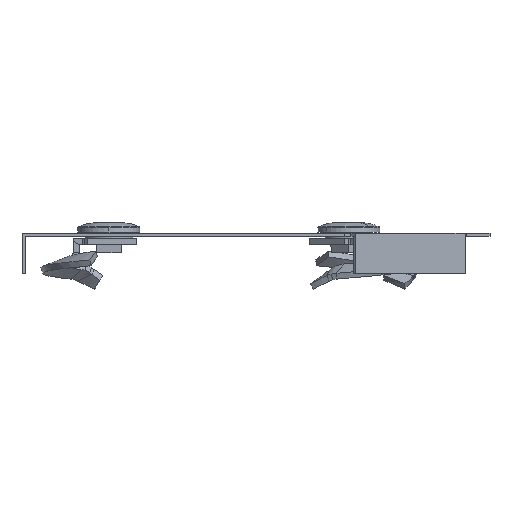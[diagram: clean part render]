
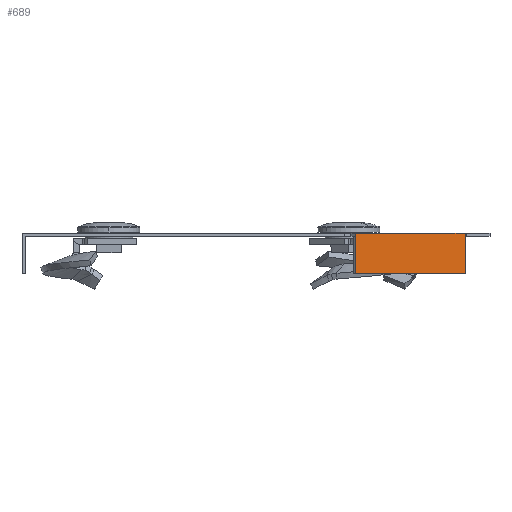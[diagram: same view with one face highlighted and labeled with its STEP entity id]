
A CAD part, left-side view. The second image highlights one B-rep face of the part: STEP entity #689.
In plain terms, the highlighted planar face has unit normal (-0.707, -0.707, 0).
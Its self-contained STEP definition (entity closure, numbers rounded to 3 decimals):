
#47 = ORIENTED_EDGE ( 'NONE', *, *, #763, .F. ) ;
#85 = DIRECTION ( 'NONE',  ( -0.707, 0.707, 0. ) ) ;
#355 = CARTESIAN_POINT ( 'NONE',  ( -55.194, -140.714, 0. ) ) ;
#381 = LINE ( 'NONE', #2821, #3855 ) ;
#527 = DIRECTION ( 'NONE',  ( 0., 0., -1. ) ) ;
#542 = ORIENTED_EDGE ( 'NONE', *, *, #5029, .T. ) ;
#689 = ADVANCED_FACE ( 'NONE', ( #3862 ), #2961, .F. ) ;
#763 = EDGE_CURVE ( 'NONE', #2112, #4836, #4949, .T. ) ;
#920 = VECTOR ( 'NONE', #5830, 1000. ) ;
#1095 = EDGE_CURVE ( 'NONE', #4836, #3668, #5481, .T. ) ;
#1980 = EDGE_CURVE ( 'NONE', #2112, #5103, #381, .T. ) ;
#2112 = VERTEX_POINT ( 'NONE', #355 ) ;
#2180 = DIRECTION ( 'NONE',  ( 0., 0., -1. ) ) ;
#2821 = CARTESIAN_POINT ( 'NONE',  ( -55.194, -140.714, 0. ) ) ;
#2961 = PLANE ( 'NONE',  #4666 ) ;
#3034 = CARTESIAN_POINT ( 'NONE',  ( -90.55, -105.359, -1. ) ) ;
#3282 = DIRECTION ( 'NONE',  ( -0.707, 0.707, 0. ) ) ;
#3318 = LINE ( 'NONE', #3534, #3942 ) ;
#3432 = CARTESIAN_POINT ( 'NONE',  ( -90.55, -105.359, -13. ) ) ;
#3458 = DIRECTION ( 'NONE',  ( 0.707, 0.707, 0. ) ) ;
#3534 = CARTESIAN_POINT ( 'NONE',  ( -90.55, -105.359, -2. ) ) ;
#3668 = VERTEX_POINT ( 'NONE', #5523 ) ;
#3855 = VECTOR ( 'NONE', #3282, 1000. ) ;
#3862 = FACE_OUTER_BOUND ( 'NONE', #4830, .T. ) ;
#3942 = VECTOR ( 'NONE', #527, 1000. ) ;
#4666 = AXIS2_PLACEMENT_3D ( 'NONE', #3034, #3458, #85 ) ;
#4830 = EDGE_LOOP ( 'NONE', ( #47, #5365, #542, #5345 ) ) ;
#4836 = VERTEX_POINT ( 'NONE', #5679 ) ;
#4949 = LINE ( 'NONE', #5196, #5648 ) ;
#5029 = EDGE_CURVE ( 'NONE', #5103, #3668, #3318, .T. ) ;
#5103 = VERTEX_POINT ( 'NONE', #5505 ) ;
#5196 = CARTESIAN_POINT ( 'NONE',  ( -55.194, -140.714, -1. ) ) ;
#5345 = ORIENTED_EDGE ( 'NONE', *, *, #1095, .F. ) ;
#5365 = ORIENTED_EDGE ( 'NONE', *, *, #1980, .T. ) ;
#5481 = LINE ( 'NONE', #3432, #920 ) ;
#5505 = CARTESIAN_POINT ( 'NONE',  ( -90.55, -105.359, 0. ) ) ;
#5523 = CARTESIAN_POINT ( 'NONE',  ( -90.55, -105.359, -13. ) ) ;
#5648 = VECTOR ( 'NONE', #2180, 1000. ) ;
#5679 = CARTESIAN_POINT ( 'NONE',  ( -55.194, -140.714, -13. ) ) ;
#5830 = DIRECTION ( 'NONE',  ( -0.707, 0.707, 0. ) ) ;
